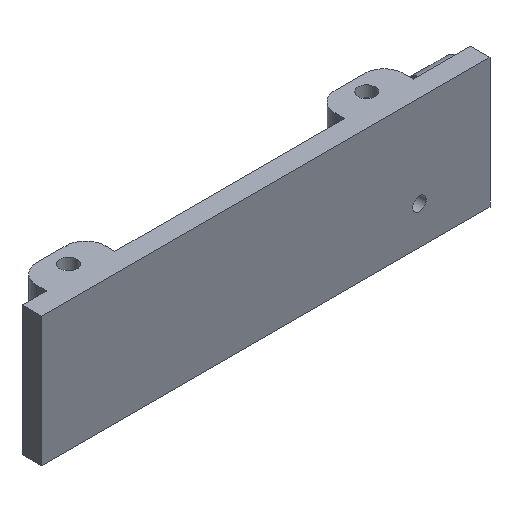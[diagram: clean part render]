
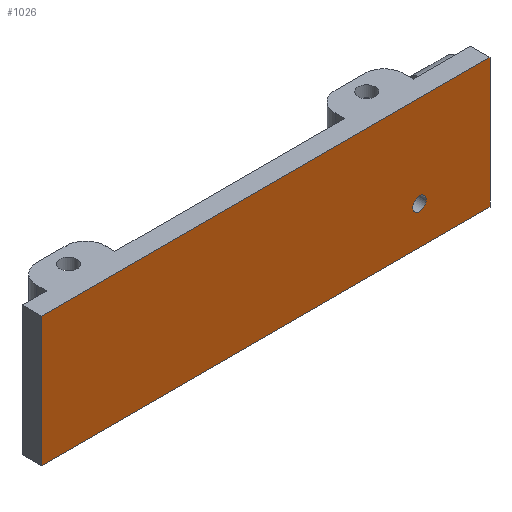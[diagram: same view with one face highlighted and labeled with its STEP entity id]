
A CAD part, isometric view. The second image highlights one B-rep face of the part: STEP entity #1026.
In plain terms, the highlighted planar face has unit normal (0, -1, 0).
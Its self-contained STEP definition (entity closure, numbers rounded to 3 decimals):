
#78=FACE_BOUND('',#233,.T.);
#113=PLANE('',#1134);
#164=FACE_OUTER_BOUND('',#232,.T.);
#232=EDGE_LOOP('',(#956,#957,#958,#959));
#233=EDGE_LOOP('',(#960));
#241=LINE('',#1464,#340);
#245=LINE('',#1472,#344);
#248=LINE('',#1478,#347);
#319=LINE('',#1654,#418);
#340=VECTOR('',#1186,10.);
#344=VECTOR('',#1192,10.);
#347=VECTOR('',#1197,10.);
#418=VECTOR('',#1358,10.);
#433=CIRCLE('',#1052,1.4);
#467=VERTEX_POINT('',#1410);
#483=VERTEX_POINT('',#1462);
#484=VERTEX_POINT('',#1463);
#487=VERTEX_POINT('',#1471);
#489=VERTEX_POINT('',#1477);
#558=EDGE_CURVE('',#467,#467,#433,.T.);
#578=EDGE_CURVE('',#483,#484,#241,.T.);
#582=EDGE_CURVE('',#487,#483,#245,.T.);
#585=EDGE_CURVE('',#487,#489,#248,.T.);
#673=EDGE_CURVE('',#489,#484,#319,.T.);
#956=ORIENTED_EDGE('',*,*,#582,.T.);
#957=ORIENTED_EDGE('',*,*,#578,.T.);
#958=ORIENTED_EDGE('',*,*,#673,.F.);
#959=ORIENTED_EDGE('',*,*,#585,.F.);
#960=ORIENTED_EDGE('',*,*,#558,.T.);
#1026=ADVANCED_FACE('',(#164,#78),#113,.T.);
#1052=AXIS2_PLACEMENT_3D('',#1412,#1142,#1143);
#1134=AXIS2_PLACEMENT_3D('',#1690,#1404,#1405);
#1142=DIRECTION('center_axis',(0.,1.,0.));
#1143=DIRECTION('ref_axis',(-1.,0.,0.));
#1186=DIRECTION('',(1.,0.,0.));
#1192=DIRECTION('',(0.,0.,-1.));
#1197=DIRECTION('',(1.,0.,0.));
#1358=DIRECTION('',(0.,0.,-1.));
#1404=DIRECTION('center_axis',(0.,-1.,0.));
#1405=DIRECTION('ref_axis',(0.,0.,-1.));
#1410=CARTESIAN_POINT('',(48.197,0.,1.7));
#1412=CARTESIAN_POINT('Origin',(46.797,0.,1.7));
#1462=CARTESIAN_POINT('',(-30.465,0.,-6.1));
#1463=CARTESIAN_POINT('',(61.225,0.,-6.1));
#1464=CARTESIAN_POINT('',(-7.543,0.,-6.1));
#1471=CARTESIAN_POINT('',(-30.465,0.,20.4));
#1472=CARTESIAN_POINT('',(-30.465,0.,-2.35));
#1477=CARTESIAN_POINT('',(61.225,0.,20.4));
#1478=CARTESIAN_POINT('',(11.207,0.,20.4));
#1654=CARTESIAN_POINT('',(61.225,0.,4.325));
#1690=CARTESIAN_POINT('Origin',(12.035,0.,9.675));
